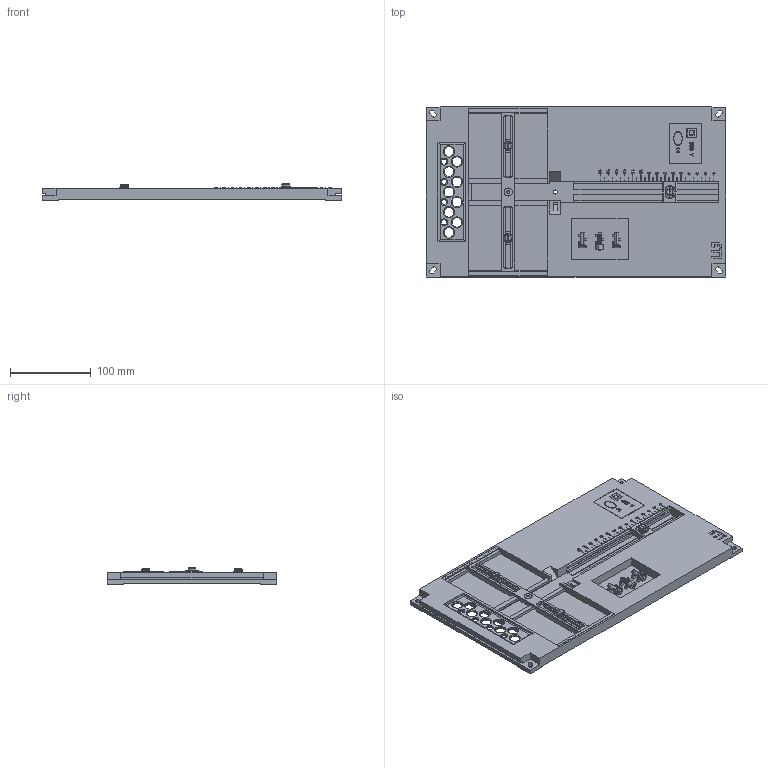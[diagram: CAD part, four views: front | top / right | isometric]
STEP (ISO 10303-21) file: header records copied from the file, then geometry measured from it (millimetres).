
FILE_DESCRIPTION((''),'2;1');
FILE_NAME('NOSAC_BROJIA_2_ASM','2022-06-02T09:31:28',('klemen.sitar'),('Audax d.o.o.'),'CREO PARAMETRIC BY PTC INC, 2021304','CREO PARAMETRIC BY PTC INC, 2021304','');
FILE_SCHEMA(('AP242_MANAGED_MODEL_BASED_3D_ENGINEERING_MIM_LF { 1 0 10303 442 1 1 4 }'));
Products named in the file (14): LIMENI_DEO_1; VIJAK_M5X12MM__DIN_85__M5X12MM; DIN_7991_-_M5_SK-ISK__DIN-7991_; LIMENI_DEO_2; DEO_2; PODLOSKA_M5; PLASTICNA_SINA_NB2_STEP; VIJAK_M5X16MM__DIN_85__M5X16MM; DEO_1; DEO_3-II; NOSAC_BROJILA; CEP_-_NOSACA_BROJILA; ETI_LOGO; NOSAC_BROJIA_2_ASM
Assembly tree (20 placements, depth 2):
  NOSAC_BROJIA_2_ASM
    LIMENI_DEO_1  x2
    VIJAK_M5X12MM__DIN_85__M5X12MM  x3
    DIN_7991_-_M5_SK-ISK__DIN-7991_
    LIMENI_DEO_2  x2
    DEO_2  x2
    PODLOSKA_M5  x2
    PLASTICNA_SINA_NB2_STEP
    VIJAK_M5X16MM__DIN_85__M5X16MM  x2
    DEO_1
    DEO_3-II
    NOSAC_BROJILA
    CEP_-_NOSACA_BROJILA
    ETI_LOGO
Bounding box: 370 x 210 x 20.5 mm (x, y, z)
Volume: 365802.3 mm3; surface area: 256453.3 mm2
Topology: 22 solids, 22 shells, 2226 faces, 6245 edges, 4048 vertices
Faces by surface type: plane 1479, cylinder 355, extrusion 167, cone 95, sphere 66, torus 56, bspline 8
Entity records: 142322 total; most frequent: CARTESIAN_POINT 58255, ORIENTED_EDGE 11146, DIRECTION 9559, PRESENTATION_STYLE_ASSIGNMENT 7776, STYLED_ITEM 7776, CURVE_STYLE 5756, EDGE_CURVE 5573, VECTOR 4387
